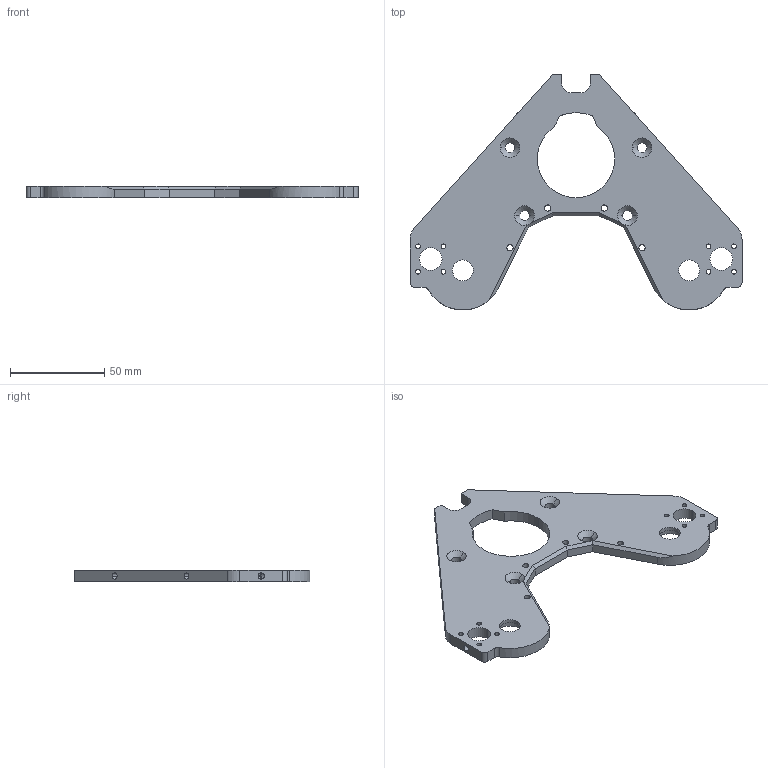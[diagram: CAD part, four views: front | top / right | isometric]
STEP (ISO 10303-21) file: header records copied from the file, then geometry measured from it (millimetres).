
FILE_DESCRIPTION (( 'STEP AP214' ), '1' );
FILE_NAME ('ALTI2-USI-002-A-PM-CABLE.STEP', '2021-12-22T16:16:54', ( '' ), ( '' ), 'SwSTEP 2.0', 'SolidWorks 2021', '' );
FILE_SCHEMA (( 'AUTOMOTIVE_DESIGN' ));
Length unit declared in the file: millimetre
Products named in the file (1): ALTI2-USI-002-A-PM-CABLE
Bounding box: 175.95 x 124.96 x 6 mm (x, y, z)
Volume: 56461.3 mm3; surface area: 26151.9 mm2
Topology: 1 solids, 1 shells, 125 faces, 341 edges, 210 vertices
Faces by surface type: cylinder 74, plane 27, cone 24
Entity records: 4355 total; most frequent: DIRECTION 729, CARTESIAN_POINT 683, ORIENTED_EDGE 650, EDGE_CURVE 325, AXIS2_PLACEMENT_3D 284, VERTEX_POINT 210, EDGE_LOOP 175, LINE 161
